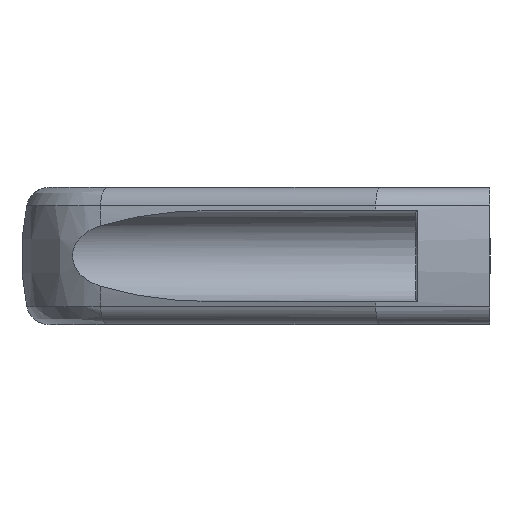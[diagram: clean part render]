
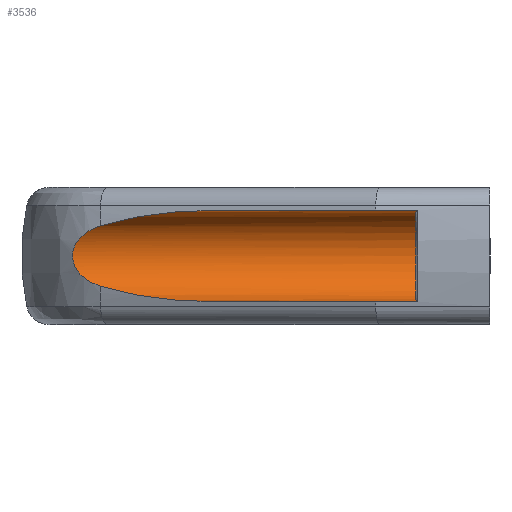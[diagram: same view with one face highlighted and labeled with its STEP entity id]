
A CAD part, left-side view. The second image highlights one B-rep face of the part: STEP entity #3536.
In plain terms, the highlighted cylindrical face has radius 4 mm (diameter 8 mm), a partial arc.
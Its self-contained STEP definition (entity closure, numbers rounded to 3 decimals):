
#18 = CARTESIAN_POINT ( 'NONE',  ( -56.995, 35.503, -1.942 ) ) ;
#88 = VERTEX_POINT ( 'NONE', #2768 ) ;
#108 = CARTESIAN_POINT ( 'NONE',  ( -57.409, 34.396, 2.543 ) ) ;
#116 = LINE ( 'NONE', #1730, #928 ) ;
#175 = EDGE_LOOP ( 'NONE', ( #3418, #3336, #808, #917, #992, #729, #3547, #1833 ) ) ;
#262 = EDGE_CURVE ( 'NONE', #2413, #2844, #116, .T. ) ;
#293 = CARTESIAN_POINT ( 'NONE',  ( -56.689, 36.16, -1.25 ) ) ;
#304 = AXIS2_PLACEMENT_3D ( 'NONE', #1033, #1573, #1868 ) ;
#327 = CARTESIAN_POINT ( 'NONE',  ( -60.5, 41.5, 4. ) ) ;
#425 = CARTESIAN_POINT ( 'NONE',  ( -58.687, 29.978, 3.576 ) ) ;
#453 = EDGE_CURVE ( 'NONE', #2844, #2259, #1670, .T. ) ;
#460 = CARTESIAN_POINT ( 'NONE',  ( -60.5, 6.5, 0. ) ) ;
#512 = VERTEX_POINT ( 'NONE', #535 ) ;
#535 = CARTESIAN_POINT ( 'NONE',  ( -57.497, 34.09, 2.643 ) ) ;
#541 = CARTESIAN_POINT ( 'NONE',  ( -56.787, 35.961, -1.508 ) ) ;
#687 = CARTESIAN_POINT ( 'NONE',  ( -60.5, 24.145, -4. ) ) ;
#729 = ORIENTED_EDGE ( 'NONE', *, *, #453, .T. ) ;
#808 = ORIENTED_EDGE ( 'NONE', *, *, #1544, .F. ) ;
#816 = CARTESIAN_POINT ( 'NONE',  ( -56.55, 36.427, 0.653 ) ) ;
#817 = EDGE_CURVE ( 'NONE', #2994, #2413, #3465, .T. ) ;
#825 = CARTESIAN_POINT ( 'NONE',  ( -56.511, 36.501, -0.334 ) ) ;
#873 = LINE ( 'NONE', #327, #1438 ) ;
#917 = ORIENTED_EDGE ( 'NONE', *, *, #817, .T. ) ;
#922 = CARTESIAN_POINT ( 'NONE',  ( -57.96, 32.462, 3.104 ) ) ;
#928 = VECTOR ( 'NONE', #3081, 1000. ) ;
#947 = CARTESIAN_POINT ( 'NONE',  ( -59.438, 27.481, 3.895 ) ) ;
#968 = CARTESIAN_POINT ( 'NONE',  ( -59.958, 25.814, -4. ) ) ;
#992 = ORIENTED_EDGE ( 'NONE', *, *, #262, .T. ) ;
#998 = DIRECTION ( 'NONE',  ( 0., 0., 1. ) ) ;
#1033 = CARTESIAN_POINT ( 'NONE',  ( -60.5, 41.5, 0. ) ) ;
#1080 = CARTESIAN_POINT ( 'NONE',  ( -56.551, 36.426, -0.654 ) ) ;
#1085 = CARTESIAN_POINT ( 'NONE',  ( -60.5, 22.286, -4. ) ) ;
#1214 = CARTESIAN_POINT ( 'NONE',  ( -59.958, 25.814, 4. ) ) ;
#1354 = CARTESIAN_POINT ( 'NONE',  ( -56.58, 36.37, 0.81 ) ) ;
#1390 = CARTESIAN_POINT ( 'NONE',  ( -56.789, 35.952, 1.499 ) ) ;
#1411 = VERTEX_POINT ( 'NONE', #3241 ) ;
#1414 = VERTEX_POINT ( 'NONE', #2417 ) ;
#1438 = VECTOR ( 'NONE', #1715, 1000. ) ;
#1544 = EDGE_CURVE ( 'NONE', #2994, #512, #2694, .T. ) ;
#1573 = DIRECTION ( 'NONE',  ( 0., -1., 0. ) ) ;
#1600 = CARTESIAN_POINT ( 'NONE',  ( -60.5, 24.145, -4. ) ) ;
#1616 = LINE ( 'NONE', #2998, #3530 ) ;
#1634 = CARTESIAN_POINT ( 'NONE',  ( -56.839, 35.846, 1.617 ) ) ;
#1656 = DIRECTION ( 'NONE',  ( 0., 1., 0. ) ) ;
#1670 = LINE ( 'NONE', #1085, #2928 ) ;
#1715 = DIRECTION ( 'NONE',  ( 0., -1., 0. ) ) ;
#1730 = CARTESIAN_POINT ( 'NONE',  ( -60.5, 41.5, -4. ) ) ;
#1734 = CARTESIAN_POINT ( 'NONE',  ( -57.96, 32.462, -3.104 ) ) ;
#1736 = CARTESIAN_POINT ( 'NONE',  ( -57.497, 34.09, 2.643 ) ) ;
#1743 = FACE_OUTER_BOUND ( 'NONE', #175, .T. ) ;
#1782 = CARTESIAN_POINT ( 'NONE',  ( -57.497, 34.09, -2.643 ) ) ;
#1811 = B_SPLINE_CURVE_WITH_KNOTS ( 'NONE', 3,
 ( #3416, #2308, #922, #2282, #425, #947, #1214, #2333 ),
 .UNSPECIFIED., .F., .F.,
 ( 4, 2, 2, 4 ),
 ( -0.011, -0.008, -0.005, 0. ),
 .UNSPECIFIED. ) ;
#1816 = CARTESIAN_POINT ( 'NONE',  ( -59.438, 27.481, -3.895 ) ) ;
#1833 = ORIENTED_EDGE ( 'NONE', *, *, #1938, .T. ) ;
#1868 = DIRECTION ( 'NONE',  ( 0., 0., -1. ) ) ;
#1888 = CARTESIAN_POINT ( 'NONE',  ( -57.497, 34.09, -2.643 ) ) ;
#1908 = CARTESIAN_POINT ( 'NONE',  ( -57.312, 34.689, 2.422 ) ) ;
#1936 = CARTESIAN_POINT ( 'NONE',  ( -57.497, 34.09, -2.643 ) ) ;
#1938 = EDGE_CURVE ( 'NONE', #88, #1411, #1616, .T. ) ;
#2026 = EDGE_CURVE ( 'NONE', #1414, #1411, #873, .T. ) ;
#2117 = CIRCLE ( 'NONE', #2380, 4. ) ;
#2199 = CARTESIAN_POINT ( 'NONE',  ( -56.58, 36.37, -0.812 ) ) ;
#2259 = VERTEX_POINT ( 'NONE', #3211 ) ;
#2282 = CARTESIAN_POINT ( 'NONE',  ( -58.441, 30.811, 3.442 ) ) ;
#2291 = CYLINDRICAL_SURFACE ( 'NONE', #304, 4. ) ;
#2308 = CARTESIAN_POINT ( 'NONE',  ( -57.725, 33.282, 2.902 ) ) ;
#2333 = CARTESIAN_POINT ( 'NONE',  ( -60.5, 24.145, 4. ) ) ;
#2368 = DIRECTION ( 'NONE',  ( 0., -1., 0. ) ) ;
#2380 = AXIS2_PLACEMENT_3D ( 'NONE', #460, #2368, #998 ) ;
#2413 = VERTEX_POINT ( 'NONE', #1600 ) ;
#2417 = CARTESIAN_POINT ( 'NONE',  ( -60.5, 24.145, 4. ) ) ;
#2440 = CARTESIAN_POINT ( 'NONE',  ( -56.5, 36.521, 0.164 ) ) ;
#2467 = CARTESIAN_POINT ( 'NONE',  ( -56.5, 36.521, -0.17 ) ) ;
#2548 = CARTESIAN_POINT ( 'NONE',  ( -58.441, 30.811, -3.442 ) ) ;
#2626 = CARTESIAN_POINT ( 'NONE',  ( -58.687, 29.978, -3.576 ) ) ;
#2694 = B_SPLINE_CURVE_WITH_KNOTS ( 'NONE', 3,
 ( #1936, #3256, #3545, #2717, #18, #541, #293, #2199, #1080, #825, #2467, #2440, #2705, #816, #1354, #2738, #3013, #1390, #1634, #3531, #3303, #1908, #108, #1736 ),
 .UNSPECIFIED., .F., .F.,
 ( 4, 2, 2, 2, 2, 2, 2, 2, 2, 2, 2, 4 ),
 ( 0., 0.001, 0.002, 0.003, 0.003, 0.004, 0.004, 0.005, 0.005, 0.006, 0.007, 0.008 ),
 .UNSPECIFIED. ) ;
#2705 = CARTESIAN_POINT ( 'NONE',  ( -56.51, 36.501, 0.331 ) ) ;
#2717 = CARTESIAN_POINT ( 'NONE',  ( -57.105, 35.241, -2.123 ) ) ;
#2725 = DIRECTION ( 'NONE',  ( 0., -1., 0. ) ) ;
#2738 = CARTESIAN_POINT ( 'NONE',  ( -56.652, 36.23, 1.104 ) ) ;
#2768 = CARTESIAN_POINT ( 'NONE',  ( -60.5, 6.5, 4. ) ) ;
#2844 = VERTEX_POINT ( 'NONE', #3207 ) ;
#2928 = VECTOR ( 'NONE', #2725, 1000. ) ;
#2947 = EDGE_CURVE ( 'NONE', #2259, #88, #2117, .T. ) ;
#2994 = VERTEX_POINT ( 'NONE', #1888 ) ;
#2998 = CARTESIAN_POINT ( 'NONE',  ( -60.5, 22.286, 4. ) ) ;
#3013 = CARTESIAN_POINT ( 'NONE',  ( -56.695, 36.145, 1.243 ) ) ;
#3081 = DIRECTION ( 'NONE',  ( 0., -1., 0. ) ) ;
#3207 = CARTESIAN_POINT ( 'NONE',  ( -60.5, 22.286, -4. ) ) ;
#3211 = CARTESIAN_POINT ( 'NONE',  ( -60.5, 6.5, -4. ) ) ;
#3241 = CARTESIAN_POINT ( 'NONE',  ( -60.5, 22.286, 4. ) ) ;
#3256 = CARTESIAN_POINT ( 'NONE',  ( -57.409, 34.396, -2.543 ) ) ;
#3263 = EDGE_CURVE ( 'NONE', #512, #1414, #1811, .T. ) ;
#3303 = CARTESIAN_POINT ( 'NONE',  ( -57.105, 35.241, 2.123 ) ) ;
#3336 = ORIENTED_EDGE ( 'NONE', *, *, #3263, .F. ) ;
#3366 = CARTESIAN_POINT ( 'NONE',  ( -57.725, 33.282, -2.902 ) ) ;
#3416 = CARTESIAN_POINT ( 'NONE',  ( -57.497, 34.09, 2.643 ) ) ;
#3418 = ORIENTED_EDGE ( 'NONE', *, *, #2026, .F. ) ;
#3465 = B_SPLINE_CURVE_WITH_KNOTS ( 'NONE', 3,
 ( #1782, #3366, #1734, #2548, #2626, #1816, #968, #687 ),
 .UNSPECIFIED., .F., .F.,
 ( 4, 2, 2, 4 ),
 ( -0.011, -0.008, -0.005, 0. ),
 .UNSPECIFIED. ) ;
#3530 = VECTOR ( 'NONE', #1656, 1000. ) ;
#3531 = CARTESIAN_POINT ( 'NONE',  ( -56.995, 35.504, 1.942 ) ) ;
#3536 = ADVANCED_FACE ( 'NONE', ( #1743 ), #2291, .F. ) ;
#3545 = CARTESIAN_POINT ( 'NONE',  ( -57.312, 34.688, -2.422 ) ) ;
#3547 = ORIENTED_EDGE ( 'NONE', *, *, #2947, .T. ) ;
